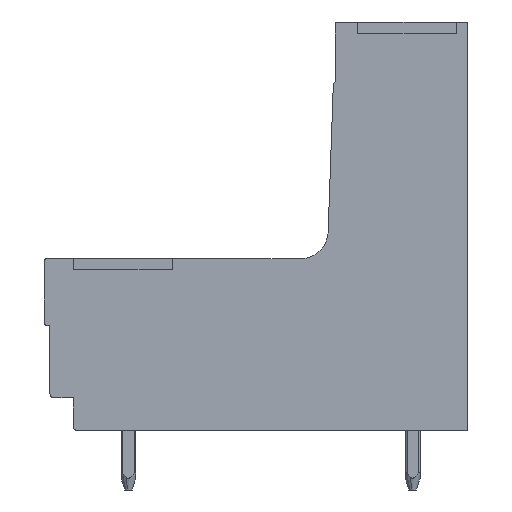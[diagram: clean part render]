
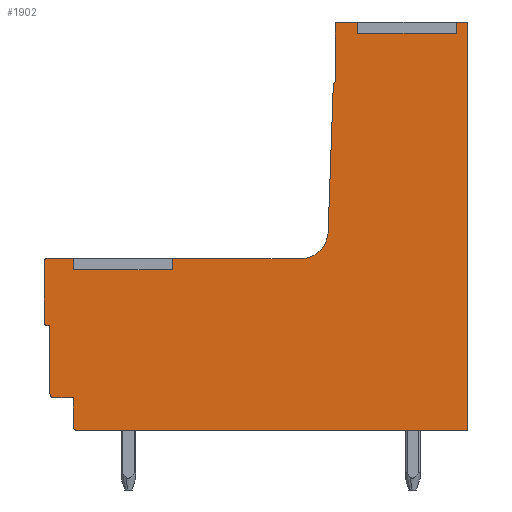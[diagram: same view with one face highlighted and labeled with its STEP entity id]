
A CAD part, left-side view. The second image highlights one B-rep face of the part: STEP entity #1902.
In plain terms, the highlighted planar face has unit normal (-1, 0, 0).
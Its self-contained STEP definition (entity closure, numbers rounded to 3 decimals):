
#1745=AXIS2_PLACEMENT_3D('Plane Axis2P3D',#1742,#1743,#1744) ;
#1756=AXIS2_PLACEMENT_3D('Circle Axis2P3D',#1754,#1755,$) ;
#1770=AXIS2_PLACEMENT_3D('Circle Axis2P3D',#1768,#1769,$) ;
#1784=AXIS2_PLACEMENT_3D('Circle Axis2P3D',#1782,#1783,$) ;
#1803=AXIS2_PLACEMENT_3D('Circle Axis2P3D',#1801,#1802,$) ;
#1817=AXIS2_PLACEMENT_3D('Circle Axis2P3D',#1815,#1816,$) ;
#1838=AXIS2_PLACEMENT_3D('Circle Axis2P3D',#1836,#1837,$) ;
#1859=AXIS2_PLACEMENT_3D('Circle Axis2P3D',#1857,#1858,$) ;
#36=CARTESIAN_POINT('Line Origine',(0.3,5.9,24.8)) ;
#40=CARTESIAN_POINT('Vertex',(0.3,5.9,25.1)) ;
#42=CARTESIAN_POINT('Vertex',(0.3,5.9,24.5)) ;
#76=CARTESIAN_POINT('Line Origine',(0.3,3.25,24.5)) ;
#80=CARTESIAN_POINT('Vertex',(0.3,0.6,24.5)) ;
#135=CARTESIAN_POINT('Vertex',(0.3,0.6,25.1)) ;
#155=CARTESIAN_POINT('Line Origine',(0.3,0.6,24.8)) ;
#172=CARTESIAN_POINT('Line Origine',(0.3,21.14,12.1)) ;
#176=CARTESIAN_POINT('Vertex',(0.3,21.14,12.4)) ;
#178=CARTESIAN_POINT('Vertex',(0.3,21.14,11.8)) ;
#212=CARTESIAN_POINT('Line Origine',(0.3,18.49,11.8)) ;
#216=CARTESIAN_POINT('Vertex',(0.3,15.84,11.8)) ;
#266=CARTESIAN_POINT('Vertex',(0.3,15.84,12.4)) ;
#286=CARTESIAN_POINT('Line Origine',(0.3,15.84,12.1)) ;
#356=CARTESIAN_POINT('Vertex',(0.3,0.,3.2)) ;
#359=CARTESIAN_POINT('Line Origine',(0.3,10.47,3.2)) ;
#363=CARTESIAN_POINT('Vertex',(0.3,20.94,3.2)) ;
#1742=CARTESIAN_POINT('Axis2P3D Location',(0.3,0.,0.)) ;
#1747=CARTESIAN_POINT('Line Origine',(0.3,6.45,25.1)) ;
#1751=CARTESIAN_POINT('Vertex',(0.3,7.,25.1)) ;
#1754=CARTESIAN_POINT('Axis2P3D Location',(0.3,7.,25.)) ;
#1758=CARTESIAN_POINT('Vertex',(0.3,7.1,25.)) ;
#1761=CARTESIAN_POINT('Line Origine',(0.3,7.1,23.45)) ;
#1765=CARTESIAN_POINT('Vertex',(0.3,7.1,21.9)) ;
#1768=CARTESIAN_POINT('Axis2P3D Location',(0.3,6.952,21.694)) ;
#1772=CARTESIAN_POINT('Vertex',(0.3,7.206,21.705)) ;
#1775=CARTESIAN_POINT('Line Origine',(0.3,7.343,17.776)) ;
#1779=CARTESIAN_POINT('Vertex',(0.3,7.48,13.848)) ;
#1782=CARTESIAN_POINT('Axis2P3D Location',(0.3,8.979,13.9)) ;
#1786=CARTESIAN_POINT('Vertex',(0.3,8.979,12.4)) ;
#1789=CARTESIAN_POINT('Line Origine',(0.3,12.41,12.4)) ;
#1794=CARTESIAN_POINT('Line Origine',(0.3,21.87,12.4)) ;
#1798=CARTESIAN_POINT('Vertex',(0.3,22.6,12.4)) ;
#1801=CARTESIAN_POINT('Axis2P3D Location',(0.3,22.6,12.3)) ;
#1805=CARTESIAN_POINT('Vertex',(0.3,22.7,12.3)) ;
#1808=CARTESIAN_POINT('Line Origine',(0.3,22.7,10.65)) ;
#1812=CARTESIAN_POINT('Vertex',(0.3,22.7,9.)) ;
#1815=CARTESIAN_POINT('Axis2P3D Location',(0.3,22.5,9.)) ;
#1819=CARTESIAN_POINT('Vertex',(0.3,22.5,8.8)) ;
#1822=CARTESIAN_POINT('Line Origine',(0.3,22.45,8.8)) ;
#1826=CARTESIAN_POINT('Vertex',(0.3,22.4,8.8)) ;
#1829=CARTESIAN_POINT('Line Origine',(0.3,22.4,6.975)) ;
#1833=CARTESIAN_POINT('Vertex',(0.3,22.4,5.15)) ;
#1836=CARTESIAN_POINT('Axis2P3D Location',(0.3,22.2,5.15)) ;
#1840=CARTESIAN_POINT('Vertex',(0.3,22.2,4.95)) ;
#1843=CARTESIAN_POINT('Line Origine',(0.3,21.67,4.95)) ;
#1847=CARTESIAN_POINT('Vertex',(0.3,21.14,4.95)) ;
#1850=CARTESIAN_POINT('Line Origine',(0.3,21.14,4.175)) ;
#1854=CARTESIAN_POINT('Vertex',(0.3,21.14,3.4)) ;
#1857=CARTESIAN_POINT('Axis2P3D Location',(0.3,20.94,3.4)) ;
#1862=CARTESIAN_POINT('Line Origine',(0.3,0.,14.15)) ;
#1866=CARTESIAN_POINT('Vertex',(0.3,0.,25.1)) ;
#1869=CARTESIAN_POINT('Line Origine',(0.3,0.3,25.1)) ;
#37=DIRECTION('Vector Direction',(0.,0.,1.)) ;
#77=DIRECTION('Vector Direction',(0.,1.,0.)) ;
#156=DIRECTION('Vector Direction',(0.,0.,-1.)) ;
#173=DIRECTION('Vector Direction',(0.,0.,1.)) ;
#213=DIRECTION('Vector Direction',(0.,1.,0.)) ;
#287=DIRECTION('Vector Direction',(0.,0.,-1.)) ;
#360=DIRECTION('Vector Direction',(0.,1.,0.)) ;
#1743=DIRECTION('Axis2P3D Direction',(-1.,0.,0.)) ;
#1744=DIRECTION('Axis2P3D XDirection',(0.,0.,1.)) ;
#1748=DIRECTION('Vector Direction',(0.,-1.,0.)) ;
#1755=DIRECTION('Axis2P3D Direction',(-1.,0.,0.)) ;
#1762=DIRECTION('Vector Direction',(0.,0.,1.)) ;
#1769=DIRECTION('Axis2P3D Direction',(-1.,0.,0.)) ;
#1776=DIRECTION('Vector Direction',(0.,-0.035,0.999)) ;
#1783=DIRECTION('Axis2P3D Direction',(-1.,0.,0.)) ;
#1790=DIRECTION('Vector Direction',(0.,-1.,0.)) ;
#1795=DIRECTION('Vector Direction',(0.,-1.,0.)) ;
#1802=DIRECTION('Axis2P3D Direction',(-1.,0.,0.)) ;
#1809=DIRECTION('Vector Direction',(0.,0.,1.)) ;
#1816=DIRECTION('Axis2P3D Direction',(-1.,0.,0.)) ;
#1823=DIRECTION('Vector Direction',(0.,1.,0.)) ;
#1830=DIRECTION('Vector Direction',(0.,0.,1.)) ;
#1837=DIRECTION('Axis2P3D Direction',(-1.,0.,0.)) ;
#1844=DIRECTION('Vector Direction',(0.,1.,0.)) ;
#1851=DIRECTION('Vector Direction',(0.,0.,1.)) ;
#1858=DIRECTION('Axis2P3D Direction',(-1.,0.,0.)) ;
#1863=DIRECTION('Vector Direction',(0.,0.,-1.)) ;
#1870=DIRECTION('Vector Direction',(0.,-1.,0.)) ;
#38=VECTOR('Line Direction',#37,1.) ;
#78=VECTOR('Line Direction',#77,1.) ;
#157=VECTOR('Line Direction',#156,1.) ;
#174=VECTOR('Line Direction',#173,1.) ;
#214=VECTOR('Line Direction',#213,1.) ;
#288=VECTOR('Line Direction',#287,1.) ;
#361=VECTOR('Line Direction',#360,1.) ;
#1749=VECTOR('Line Direction',#1748,1.) ;
#1763=VECTOR('Line Direction',#1762,1.) ;
#1777=VECTOR('Line Direction',#1776,1.) ;
#1791=VECTOR('Line Direction',#1790,1.) ;
#1796=VECTOR('Line Direction',#1795,1.) ;
#1810=VECTOR('Line Direction',#1809,1.) ;
#1824=VECTOR('Line Direction',#1823,1.) ;
#1831=VECTOR('Line Direction',#1830,1.) ;
#1845=VECTOR('Line Direction',#1844,1.) ;
#1852=VECTOR('Line Direction',#1851,1.) ;
#1864=VECTOR('Line Direction',#1863,1.) ;
#1871=VECTOR('Line Direction',#1870,1.) ;
#1875=ORIENTED_EDGE('',*,*,#1753,.T.) ;
#1876=ORIENTED_EDGE('',*,*,#1760,.T.) ;
#1877=ORIENTED_EDGE('',*,*,#1767,.T.) ;
#1878=ORIENTED_EDGE('',*,*,#1774,.T.) ;
#1879=ORIENTED_EDGE('',*,*,#1781,.T.) ;
#1880=ORIENTED_EDGE('',*,*,#1788,.T.) ;
#1881=ORIENTED_EDGE('',*,*,#1793,.T.) ;
#1882=ORIENTED_EDGE('',*,*,#290,.F.) ;
#1883=ORIENTED_EDGE('',*,*,#218,.F.) ;
#1884=ORIENTED_EDGE('',*,*,#180,.F.) ;
#1885=ORIENTED_EDGE('',*,*,#1800,.T.) ;
#1886=ORIENTED_EDGE('',*,*,#1807,.T.) ;
#1887=ORIENTED_EDGE('',*,*,#1814,.T.) ;
#1888=ORIENTED_EDGE('',*,*,#1821,.T.) ;
#1889=ORIENTED_EDGE('',*,*,#1828,.T.) ;
#1890=ORIENTED_EDGE('',*,*,#1835,.T.) ;
#1891=ORIENTED_EDGE('',*,*,#1842,.T.) ;
#1892=ORIENTED_EDGE('',*,*,#1849,.T.) ;
#1893=ORIENTED_EDGE('',*,*,#1856,.T.) ;
#1894=ORIENTED_EDGE('',*,*,#1861,.T.) ;
#1895=ORIENTED_EDGE('',*,*,#365,.T.) ;
#1896=ORIENTED_EDGE('',*,*,#1868,.T.) ;
#1897=ORIENTED_EDGE('',*,*,#1873,.T.) ;
#1898=ORIENTED_EDGE('',*,*,#159,.F.) ;
#1899=ORIENTED_EDGE('',*,*,#82,.F.) ;
#1900=ORIENTED_EDGE('',*,*,#44,.F.) ;
#1902=ADVANCED_FACE('HOUSING',(#1901),#1746,.T.) ;
#1757=CIRCLE('generated circle',#1756,0.1) ;
#1771=CIRCLE('generated circle',#1770,0.253) ;
#1785=CIRCLE('generated circle',#1784,1.5) ;
#1804=CIRCLE('generated circle',#1803,0.1) ;
#1818=CIRCLE('generated circle',#1817,0.2) ;
#1839=CIRCLE('generated circle',#1838,0.2) ;
#1860=CIRCLE('generated circle',#1859,0.2) ;
#44=EDGE_CURVE('',#41,#43,#39,.F.) ;
#82=EDGE_CURVE('',#43,#81,#79,.F.) ;
#159=EDGE_CURVE('',#81,#136,#158,.F.) ;
#180=EDGE_CURVE('',#177,#179,#175,.F.) ;
#218=EDGE_CURVE('',#179,#217,#215,.F.) ;
#290=EDGE_CURVE('',#217,#267,#289,.F.) ;
#365=EDGE_CURVE('',#364,#357,#362,.F.) ;
#1753=EDGE_CURVE('',#41,#1752,#1750,.F.) ;
#1760=EDGE_CURVE('',#1752,#1759,#1757,.T.) ;
#1767=EDGE_CURVE('',#1759,#1766,#1764,.F.) ;
#1774=EDGE_CURVE('',#1766,#1773,#1771,.T.) ;
#1781=EDGE_CURVE('',#1773,#1780,#1778,.F.) ;
#1788=EDGE_CURVE('',#1780,#1787,#1785,.F.) ;
#1793=EDGE_CURVE('',#1787,#267,#1792,.F.) ;
#1800=EDGE_CURVE('',#177,#1799,#1797,.F.) ;
#1807=EDGE_CURVE('',#1799,#1806,#1804,.T.) ;
#1814=EDGE_CURVE('',#1806,#1813,#1811,.F.) ;
#1821=EDGE_CURVE('',#1813,#1820,#1818,.T.) ;
#1828=EDGE_CURVE('',#1820,#1827,#1825,.F.) ;
#1835=EDGE_CURVE('',#1827,#1834,#1832,.F.) ;
#1842=EDGE_CURVE('',#1834,#1841,#1839,.T.) ;
#1849=EDGE_CURVE('',#1841,#1848,#1846,.F.) ;
#1856=EDGE_CURVE('',#1848,#1855,#1853,.F.) ;
#1861=EDGE_CURVE('',#1855,#364,#1860,.T.) ;
#1868=EDGE_CURVE('',#357,#1867,#1865,.F.) ;
#1873=EDGE_CURVE('',#1867,#136,#1872,.F.) ;
#1874=EDGE_LOOP('',(#1875,#1876,#1877,#1878,#1879,#1880,#1881,#1882,#1883,#1884,#1885,#1886,#1887,#1888,#1889,#1890,#1891,#1892,#1893,#1894,#1895,#1896,#1897,#1898,#1899,#1900)) ;
#1901=FACE_OUTER_BOUND('',#1874,.T.) ;
#39=LINE('Line',#36,#38) ;
#79=LINE('Line',#76,#78) ;
#158=LINE('Line',#155,#157) ;
#175=LINE('Line',#172,#174) ;
#215=LINE('Line',#212,#214) ;
#289=LINE('Line',#286,#288) ;
#362=LINE('Line',#359,#361) ;
#1750=LINE('Line',#1747,#1749) ;
#1764=LINE('Line',#1761,#1763) ;
#1778=LINE('Line',#1775,#1777) ;
#1792=LINE('Line',#1789,#1791) ;
#1797=LINE('Line',#1794,#1796) ;
#1811=LINE('Line',#1808,#1810) ;
#1825=LINE('Line',#1822,#1824) ;
#1832=LINE('Line',#1829,#1831) ;
#1846=LINE('Line',#1843,#1845) ;
#1853=LINE('Line',#1850,#1852) ;
#1865=LINE('Line',#1862,#1864) ;
#1872=LINE('Line',#1869,#1871) ;
#1746=PLANE('',#1745) ;
#41=VERTEX_POINT('',#40) ;
#43=VERTEX_POINT('',#42) ;
#81=VERTEX_POINT('',#80) ;
#136=VERTEX_POINT('',#135) ;
#177=VERTEX_POINT('',#176) ;
#179=VERTEX_POINT('',#178) ;
#217=VERTEX_POINT('',#216) ;
#267=VERTEX_POINT('',#266) ;
#357=VERTEX_POINT('',#356) ;
#364=VERTEX_POINT('',#363) ;
#1752=VERTEX_POINT('',#1751) ;
#1759=VERTEX_POINT('',#1758) ;
#1766=VERTEX_POINT('',#1765) ;
#1773=VERTEX_POINT('',#1772) ;
#1780=VERTEX_POINT('',#1779) ;
#1787=VERTEX_POINT('',#1786) ;
#1799=VERTEX_POINT('',#1798) ;
#1806=VERTEX_POINT('',#1805) ;
#1813=VERTEX_POINT('',#1812) ;
#1820=VERTEX_POINT('',#1819) ;
#1827=VERTEX_POINT('',#1826) ;
#1834=VERTEX_POINT('',#1833) ;
#1841=VERTEX_POINT('',#1840) ;
#1848=VERTEX_POINT('',#1847) ;
#1855=VERTEX_POINT('',#1854) ;
#1867=VERTEX_POINT('',#1866) ;
